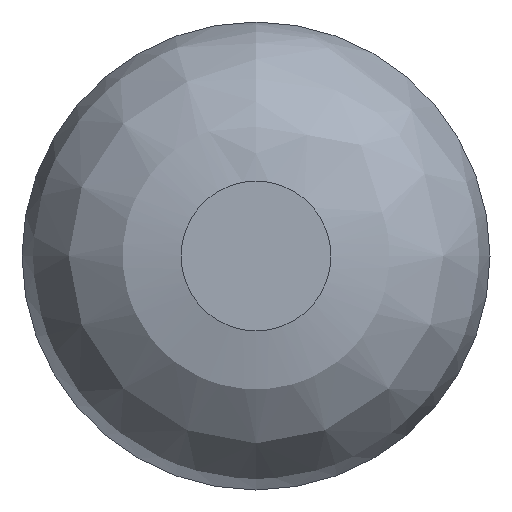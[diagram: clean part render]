
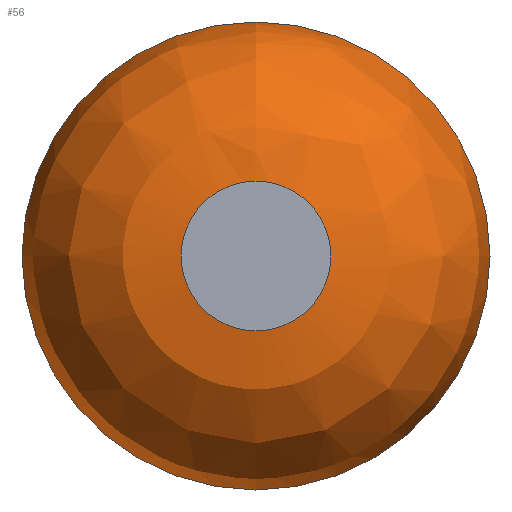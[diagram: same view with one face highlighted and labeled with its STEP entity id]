
A CAD part, front view. The second image highlights one B-rep face of the part: STEP entity #56.
In plain terms, the highlighted free-form (B-spline) face has degree [2, 2] with [3, 9] control points.
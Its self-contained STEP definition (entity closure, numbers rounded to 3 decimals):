
#20=FACE_OUTER_BOUND('',#24,.T.);
#24=EDGE_LOOP('',(#43,#44,#45,#46,#47));
#28=CIRCLE('',#74,0.942);
#29=CIRCLE('',#75,2.);
#30=CIRCLE('',#76,2.942);
#31=CIRCLE('',#77,2.942);
#33=VERTEX_POINT('',#129);
#34=VERTEX_POINT('',#131);
#35=VERTEX_POINT('',#133);
#37=EDGE_CURVE('',#33,#33,#28,.T.);
#38=EDGE_CURVE('',#33,#34,#29,.T.);
#39=EDGE_CURVE('',#34,#35,#30,.T.);
#40=EDGE_CURVE('',#35,#34,#31,.T.);
#43=ORIENTED_EDGE('',*,*,#37,.T.);
#44=ORIENTED_EDGE('',*,*,#38,.T.);
#45=ORIENTED_EDGE('',*,*,#39,.T.);
#46=ORIENTED_EDGE('',*,*,#40,.T.);
#47=ORIENTED_EDGE('',*,*,#38,.F.);
#55=(
BOUNDED_SURFACE()
B_SPLINE_SURFACE(2,2,((#102,#103,#104,#105,#106,#107,#108,#109,#110),(#111,
#112,#113,#114,#115,#116,#117,#118,#119),(#120,#121,#122,#123,#124,#125,
#126,#127,#128)),.UNSPECIFIED.,.F.,.T.,.F.)
B_SPLINE_SURFACE_WITH_KNOTS((3,3),(3,2,2,2,3),(0.,1.571),(-3.142,
-1.571,0.,1.571,3.142),.UNSPECIFIED.)
GEOMETRIC_REPRESENTATION_ITEM()
RATIONAL_B_SPLINE_SURFACE(((1.,0.707,1.,0.707,1.,
0.707,1.,0.707,1.),(0.707,0.5,0.707,
0.5,0.707,0.5,0.707,0.5,0.707),(1.,
0.707,1.,0.707,1.,0.707,1.,0.707,
1.)))
REPRESENTATION_ITEM('')
SURFACE()
);
#56=ADVANCED_FACE('',(#20),#55,.F.);
#74=AXIS2_PLACEMENT_3D('',#130,#84,#85);
#75=AXIS2_PLACEMENT_3D('',#132,#86,#87);
#76=AXIS2_PLACEMENT_3D('',#134,#88,#89);
#77=AXIS2_PLACEMENT_3D('',#135,#90,#91);
#84=DIRECTION('center_axis',(0.,1.,0.));
#85=DIRECTION('ref_axis',(1.,0.,0.));
#86=DIRECTION('center_axis',(-1.,0.,0.));
#87=DIRECTION('ref_axis',(0.,0.,1.));
#88=DIRECTION('center_axis',(0.,-1.,0.));
#89=DIRECTION('ref_axis',(1.,0.,0.));
#90=DIRECTION('center_axis',(0.,-1.,0.));
#91=DIRECTION('ref_axis',(1.,0.,0.));
#102=CARTESIAN_POINT('Ctrl Pts',(0.,2.,2.942));
#103=CARTESIAN_POINT('Ctrl Pts',(-2.942,2.,2.942));
#104=CARTESIAN_POINT('Ctrl Pts',(-2.942,2.,0.));
#105=CARTESIAN_POINT('Ctrl Pts',(-2.942,2.,-2.942));
#106=CARTESIAN_POINT('Ctrl Pts',(0.,2.,-2.942));
#107=CARTESIAN_POINT('Ctrl Pts',(2.942,2.,-2.942));
#108=CARTESIAN_POINT('Ctrl Pts',(2.942,2.,0.));
#109=CARTESIAN_POINT('Ctrl Pts',(2.942,2.,2.942));
#110=CARTESIAN_POINT('Ctrl Pts',(0.,2.,2.942));
#111=CARTESIAN_POINT('Ctrl Pts',(0.,0.,2.942));
#112=CARTESIAN_POINT('Ctrl Pts',(-2.942,0.,2.942));
#113=CARTESIAN_POINT('Ctrl Pts',(-2.942,0.,0.));
#114=CARTESIAN_POINT('Ctrl Pts',(-2.942,0.,-2.942));
#115=CARTESIAN_POINT('Ctrl Pts',(0.,0.,-2.942));
#116=CARTESIAN_POINT('Ctrl Pts',(2.942,0.,-2.942));
#117=CARTESIAN_POINT('Ctrl Pts',(2.942,0.,0.));
#118=CARTESIAN_POINT('Ctrl Pts',(2.942,0.,2.942));
#119=CARTESIAN_POINT('Ctrl Pts',(0.,0.,2.942));
#120=CARTESIAN_POINT('Ctrl Pts',(0.,0.,0.942));
#121=CARTESIAN_POINT('Ctrl Pts',(-0.942,0.,0.942));
#122=CARTESIAN_POINT('Ctrl Pts',(-0.942,0.,0.));
#123=CARTESIAN_POINT('Ctrl Pts',(-0.942,0.,-0.942));
#124=CARTESIAN_POINT('Ctrl Pts',(0.,0.,-0.942));
#125=CARTESIAN_POINT('Ctrl Pts',(0.942,0.,-0.942));
#126=CARTESIAN_POINT('Ctrl Pts',(0.942,0.,0.));
#127=CARTESIAN_POINT('Ctrl Pts',(0.942,0.,0.942));
#128=CARTESIAN_POINT('Ctrl Pts',(0.,0.,0.942));
#129=CARTESIAN_POINT('',(0.,0.,0.942));
#130=CARTESIAN_POINT('Origin',(0.,0.,0.));
#131=CARTESIAN_POINT('',(0.,2.,2.942));
#132=CARTESIAN_POINT('Origin',(0.,2.,0.942));
#133=CARTESIAN_POINT('',(-2.942,2.,0.));
#134=CARTESIAN_POINT('Origin',(0.,2.,0.));
#135=CARTESIAN_POINT('Origin',(0.,2.,0.));
